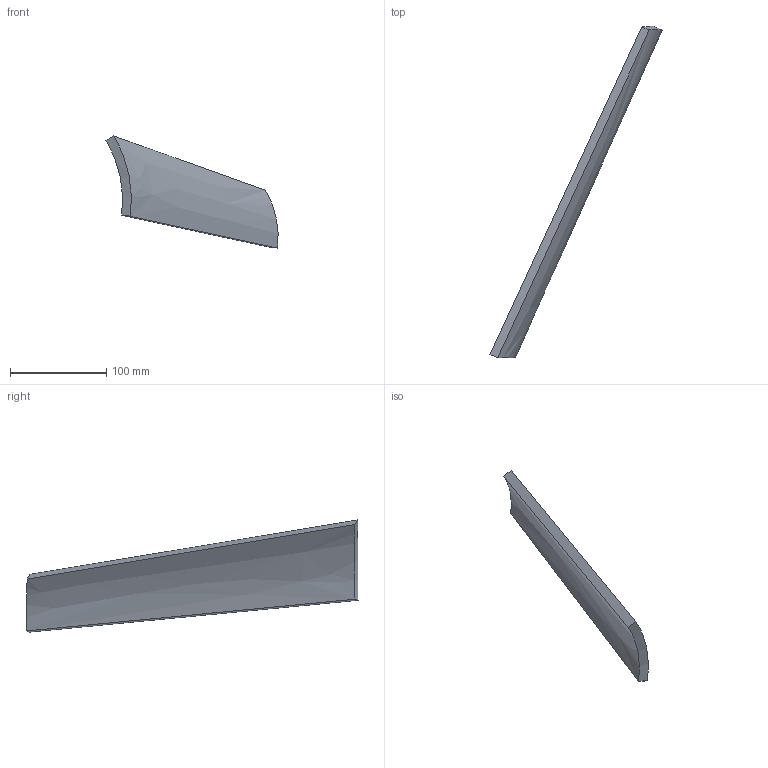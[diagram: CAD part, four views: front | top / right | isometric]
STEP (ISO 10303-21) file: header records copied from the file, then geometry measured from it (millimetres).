
FILE_DESCRIPTION (( 'STEP AP214' ), '1' );
FILE_NAME ('IMPORTE1.STEP', '2023-06-02T12:33:54', ( '' ), ( '' ), 'SwSTEP 2.0', 'SolidWorks 2020', '' );
FILE_SCHEMA (( 'AUTOMOTIVE_DESIGN' ));
Length unit declared in the file: millimetre
Products named in the file (1): IMPORTE1
Bounding box: 179.1 x 345.22 x 116.67 mm (x, y, z)
Volume: 263429.3 mm3; surface area: 61662.4 mm2
Topology: 1 solids, 1 shells, 7 faces, 15 edges, 10 vertices
Faces by surface type: bspline 5, plane 2
Entity records: 482 total; most frequent: CARTESIAN_POINT 337, ORIENTED_EDGE 30, B_SPLINE_CURVE_WITH_KNOTS 15, EDGE_CURVE 15, VERTEX_POINT 10, ADVANCED_FACE 7, FACE_OUTER_BOUND 7, EDGE_LOOP 7
